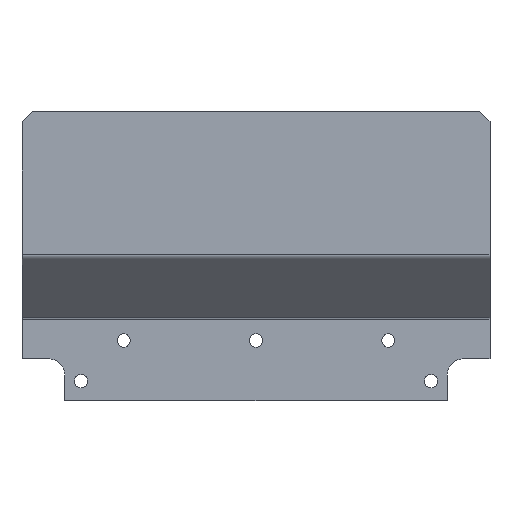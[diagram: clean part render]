
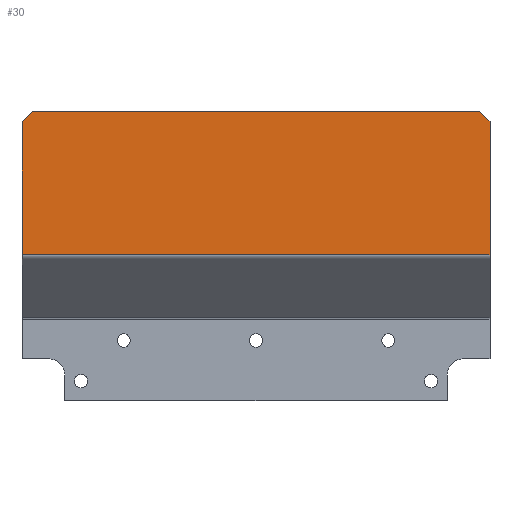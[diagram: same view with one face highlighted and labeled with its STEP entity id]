
A CAD part, top view. The second image highlights one B-rep face of the part: STEP entity #30.
In plain terms, the highlighted planar face has unit normal (0, 0, 1).
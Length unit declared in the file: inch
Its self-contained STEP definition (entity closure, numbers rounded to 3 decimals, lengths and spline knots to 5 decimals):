
#13 = EDGE_CURVE ( 'NONE', #521, #1016, #562, .T. ) ;
#18 = DIRECTION ( 'NONE',  ( -1., 0., 0. ) ) ;
#30 = ADVANCED_FACE ( 'NONE', ( #600 ), #456, .F. ) ;
#32 = CARTESIAN_POINT ( 'NONE',  ( 0., 5.80709, 1.25984 ) ) ;
#45 = VECTOR ( 'NONE', #765, 39.37008 ) ;
#96 = CARTESIAN_POINT ( 'NONE',  ( 9.05512, 5.80709, 1.25984 ) ) ;
#168 = VERTEX_POINT ( 'NONE', #896 ) ;
#170 = VECTOR ( 'NONE', #586, 39.37008 ) ;
#173 = VECTOR ( 'NONE', #351, 39.37008 ) ;
#177 = EDGE_CURVE ( 'NONE', #168, #895, #1106, .T. ) ;
#180 = DIRECTION ( 'NONE',  ( -0.707, 0.707, 0. ) ) ;
#186 = VECTOR ( 'NONE', #180, 39.37008 ) ;
#213 = LINE ( 'NONE', #703, #186 ) ;
#226 = VECTOR ( 'NONE', #1061, 39.37008 ) ;
#285 = LINE ( 'NONE', #995, #170 ) ;
#337 = EDGE_CURVE ( 'NONE', #636, #168, #285, .T. ) ;
#351 = DIRECTION ( 'NONE',  ( 0., -1., 0. ) ) ;
#353 = ORIENTED_EDGE ( 'NONE', *, *, #337, .T. ) ;
#450 = CARTESIAN_POINT ( 'NONE',  ( 9.05512, 3.03767, 1.25984 ) ) ;
#456 = PLANE ( 'NONE',  #891 ) ;
#485 = CARTESIAN_POINT ( 'NONE',  ( 0., 3.03767, 1.25984 ) ) ;
#513 = ORIENTED_EDGE ( 'NONE', *, *, #961, .F. ) ;
#521 = VERTEX_POINT ( 'NONE', #670 ) ;
#542 = DIRECTION ( 'NONE',  ( 0., 0., -1. ) ) ;
#562 = LINE ( 'NONE', #1036, #1029 ) ;
#565 = CARTESIAN_POINT ( 'NONE',  ( 0.19685, 5.80709, 1.25984 ) ) ;
#581 = VERTEX_POINT ( 'NONE', #485 ) ;
#586 = DIRECTION ( 'NONE',  ( -1., 0., 0. ) ) ;
#587 = CARTESIAN_POINT ( 'NONE',  ( 0., 5.61024, 1.25984 ) ) ;
#600 = FACE_OUTER_BOUND ( 'NONE', #1062, .T. ) ;
#634 = LINE ( 'NONE', #924, #45 ) ;
#636 = VERTEX_POINT ( 'NONE', #816 ) ;
#670 = CARTESIAN_POINT ( 'NONE',  ( 9.05512, 5.61024, 1.25984 ) ) ;
#703 = CARTESIAN_POINT ( 'NONE',  ( 9.05512, 5.61024, 1.25984 ) ) ;
#748 = ORIENTED_EDGE ( 'NONE', *, *, #13, .F. ) ;
#750 = EDGE_CURVE ( 'NONE', #895, #581, #864, .T. ) ;
#760 = EDGE_CURVE ( 'NONE', #521, #636, #213, .T. ) ;
#765 = DIRECTION ( 'NONE',  ( -1., 0., 0. ) ) ;
#816 = CARTESIAN_POINT ( 'NONE',  ( 8.85827, 5.80709, 1.25984 ) ) ;
#827 = ORIENTED_EDGE ( 'NONE', *, *, #760, .T. ) ;
#864 = LINE ( 'NONE', #32, #173 ) ;
#891 = AXIS2_PLACEMENT_3D ( 'NONE', #96, #542, #18 ) ;
#895 = VERTEX_POINT ( 'NONE', #587 ) ;
#896 = CARTESIAN_POINT ( 'NONE',  ( 0.19685, 5.80709, 1.25984 ) ) ;
#924 = CARTESIAN_POINT ( 'NONE',  ( 9.05512, 3.03767, 1.25984 ) ) ;
#961 = EDGE_CURVE ( 'NONE', #1016, #581, #634, .T. ) ;
#962 = DIRECTION ( 'NONE',  ( 0., -1., 0. ) ) ;
#995 = CARTESIAN_POINT ( 'NONE',  ( 9.05512, 5.80709, 1.25984 ) ) ;
#1013 = ORIENTED_EDGE ( 'NONE', *, *, #750, .T. ) ;
#1016 = VERTEX_POINT ( 'NONE', #450 ) ;
#1026 = ORIENTED_EDGE ( 'NONE', *, *, #177, .T. ) ;
#1029 = VECTOR ( 'NONE', #962, 39.37008 ) ;
#1036 = CARTESIAN_POINT ( 'NONE',  ( 9.05512, 5.80709, 1.25984 ) ) ;
#1061 = DIRECTION ( 'NONE',  ( -0.707, -0.707, 0. ) ) ;
#1062 = EDGE_LOOP ( 'NONE', ( #353, #1026, #1013, #513, #748, #827 ) ) ;
#1106 = LINE ( 'NONE', #565, #226 ) ;
